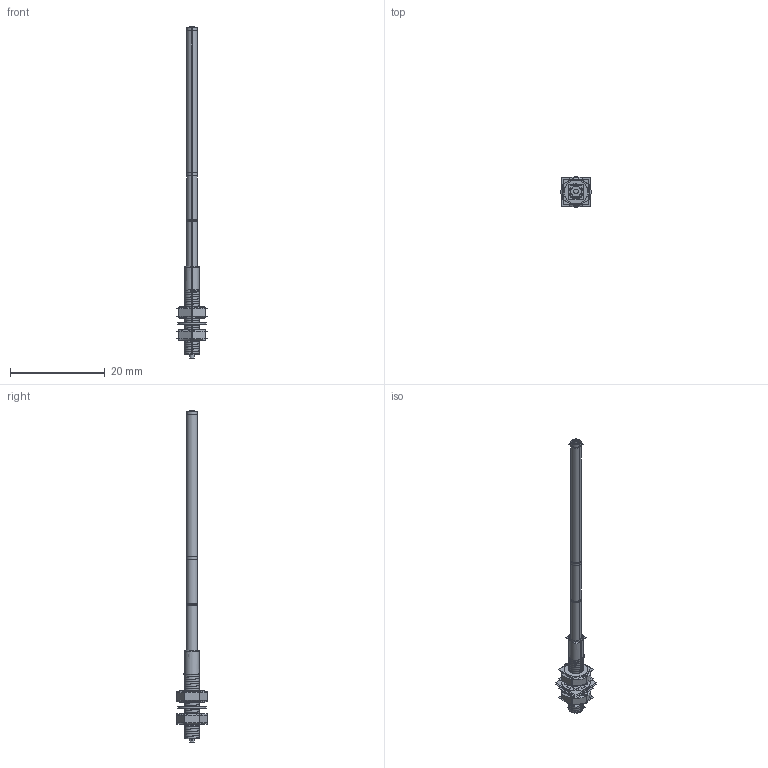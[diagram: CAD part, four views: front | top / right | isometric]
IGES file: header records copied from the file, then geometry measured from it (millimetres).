
Start section:  PTC IGES file: 193419.igs
Global section: file name: 193419.igs; native system: Creo Parametric by Parametric Technology Corporation; preprocessor: 2013230; author: pdmadmin; organization: Unknown; date: 20160217.094113; units: millimetre
Bounding box: 6.35 x 6.41 x 70.03 mm (x, y, z)
Volume: 361 mm3; surface area: 12710.5 mm2
Topology: 6 solids, 9 shells, 344 faces, 1822 edges, 2348 vertices
Faces by surface type: revolution 220, bspline 124
